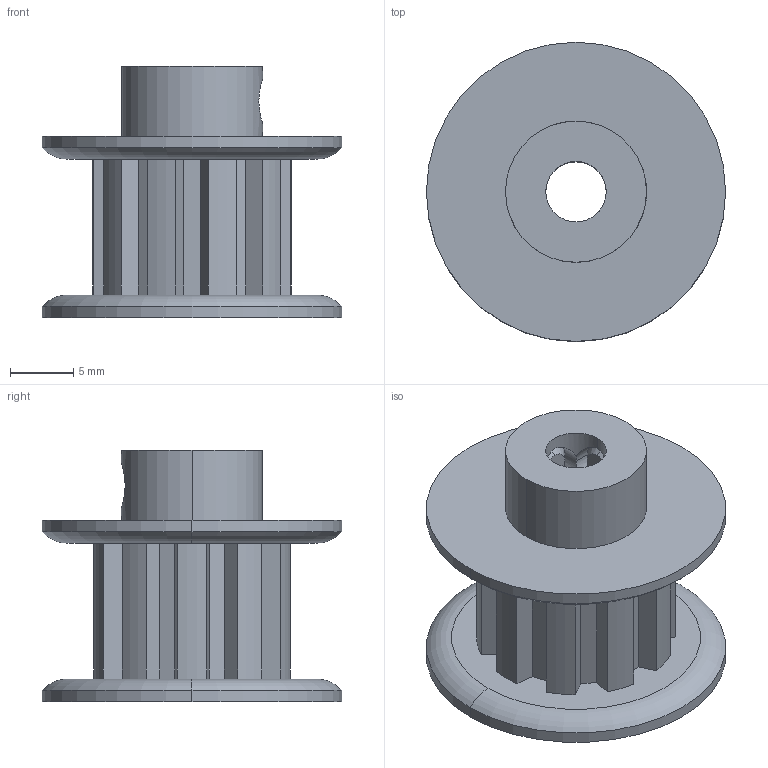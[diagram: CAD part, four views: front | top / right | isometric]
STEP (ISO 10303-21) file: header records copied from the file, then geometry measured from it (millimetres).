
FILE_DESCRIPTION (( 'STEP AP203' ), '1' );
FILE_NAME ('6495K711_TIMING BELT PULLEY.STEP', '2020-10-19T17:01:51', ( 'Administrator' ), ( 'Managed by Terraform' ), 'SwSTEP 2.0', 'SolidWorks 2017', '' );
FILE_SCHEMA (( 'CONFIG_CONTROL_DESIGN' ));
Length unit declared in the file: inch
Products named in the file (1): 6495K711_TIMING BELT PULLEY
Bounding box: 23.6 x 23.6 x 19.84 mm (x, y, z)
Volume: 3412.1 mm3; surface area: 2822.2 mm2
Topology: 1 solids, 1 shells, 92 faces, 244 edges, 160 vertices
Faces by surface type: plane 53, cylinder 27, cone 8, torus 4
Entity records: 3118 total; most frequent: CARTESIAN_POINT 714, ORIENTED_EDGE 488, DIRECTION 481, EDGE_CURVE 244, LINE 163, VECTOR 163, VERTEX_POINT 160, AXIS2_PLACEMENT_3D 159
